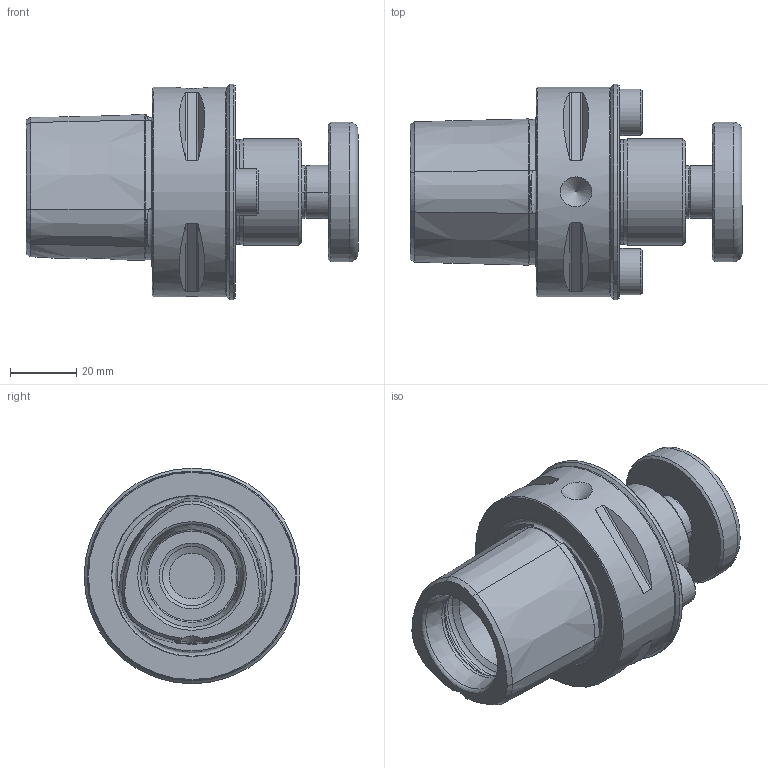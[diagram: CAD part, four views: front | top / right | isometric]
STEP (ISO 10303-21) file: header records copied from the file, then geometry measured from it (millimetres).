
FILE_DESCRIPTION( ( 'Unknown' ), '1' );
FILE_NAME( '280603210+C.stp', 'Unknown', ( 'Unknown' ), ( 'Unknown' ), 'PSStep 15.0.49', 'Unknown', ' ' );
FILE_SCHEMA( ( 'AUTOMOTIVE_DESIGN { 1 0 10303 214 1 1 1 1 }' ) );
Length unit declared in the file: millimetre
Products named in the file (6): Assem1; 0003467; 0003389; 0010525; 0010526; 0003001
Assembly tree (7 placements, depth 2):
  Assem1
    0003467
    0003389  x2
    0010525  x2
    0010526
    0003001
Bounding box: 100 x 65 x 65 mm (x, y, z)
Volume: 136203.6 mm3; surface area: 35154.2 mm2
Topology: 7 solids, 7 shells, 251 faces, 596 edges, 379 vertices
Faces by surface type: cone 99, plane 68, cylinder 62, torus 22
Full cylindrical faces by diameter (mm): 4 x1, 4.897 x2, 4.917 x2, 6.2 x2, 8.1 x2, 10 x2, 12 x4, 13.835 x1, 14 x4, 16.5 x1, 17 x1, 17.835 x2, 28 x2, 30.2 x1, 31.4 x1, 32 x2, 42 x1, 63 x1, 65 x1
Entity records: 7964 total; most frequent: CARTESIAN_POINT 1732, DIRECTION 934, ORIENTED_EDGE 808, AXIS2_PLACEMENT_3D 409, EDGE_CURVE 404, EDGE_LOOP 310, VERTEX_POINT 297, FACE_OUTER_BOUND 253
